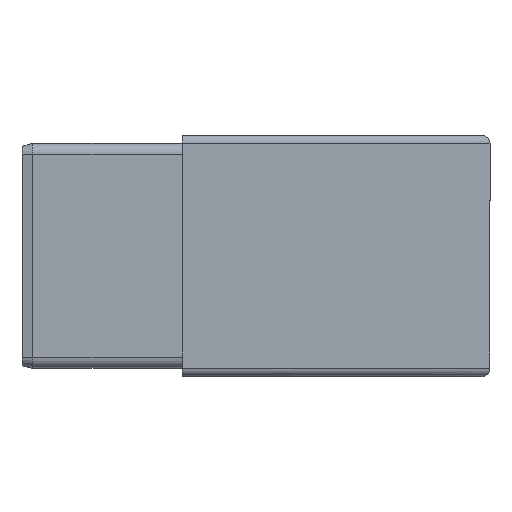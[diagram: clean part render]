
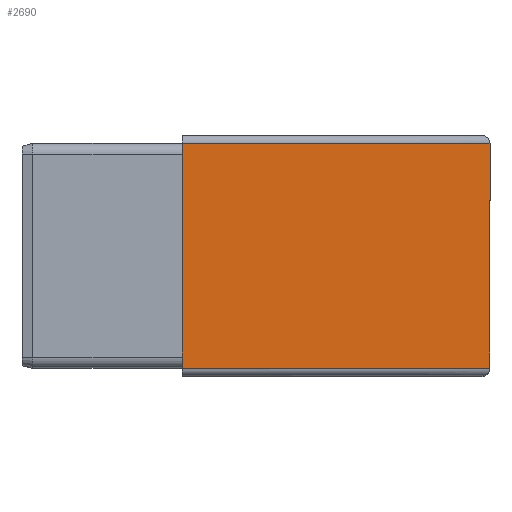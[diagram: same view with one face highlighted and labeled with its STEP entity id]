
A CAD part, top view. The second image highlights one B-rep face of the part: STEP entity #2690.
In plain terms, the highlighted planar face has unit normal (0, 0, 1).
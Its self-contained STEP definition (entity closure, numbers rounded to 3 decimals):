
#21 = ORIENTED_EDGE ( 'NONE', *, *, #1759, .F. ) ;
#141 = CARTESIAN_POINT ( 'NONE',  ( 0., 21., 22.5 ) ) ;
#169 = VERTEX_POINT ( 'NONE', #972 ) ;
#652 = CARTESIAN_POINT ( 'NONE',  ( 0., 21., 22.5 ) ) ;
#662 = VERTEX_POINT ( 'NONE', #1032 ) ;
#683 = DIRECTION ( 'NONE',  ( 1., 0., 0. ) ) ;
#805 = ORIENTED_EDGE ( 'NONE', *, *, #1485, .T. ) ;
#817 = VECTOR ( 'NONE', #2733, 1000. ) ;
#972 = CARTESIAN_POINT ( 'NONE',  ( 0., 21., 22.5 ) ) ;
#1022 = CARTESIAN_POINT ( 'NONE',  ( 0., -21., 22.5 ) ) ;
#1032 = CARTESIAN_POINT ( 'NONE',  ( 57.5, -21., 22.5 ) ) ;
#1091 = EDGE_CURVE ( 'NONE', #169, #1434, #1716, .T. ) ;
#1404 = PLANE ( 'NONE',  #2869 ) ;
#1424 = LINE ( 'NONE', #141, #2874 ) ;
#1425 = ORIENTED_EDGE ( 'NONE', *, *, #1091, .T. ) ;
#1434 = VERTEX_POINT ( 'NONE', #1022 ) ;
#1485 = EDGE_CURVE ( 'NONE', #1434, #662, #1768, .T. ) ;
#1629 = CARTESIAN_POINT ( 'NONE',  ( 0., 21., 22.5 ) ) ;
#1716 = LINE ( 'NONE', #652, #817 ) ;
#1759 = EDGE_CURVE ( 'NONE', #169, #2042, #1424, .T. ) ;
#1768 = LINE ( 'NONE', #3006, #2748 ) ;
#1786 = EDGE_LOOP ( 'NONE', ( #805, #2109, #21, #1425 ) ) ;
#1793 = DIRECTION ( 'NONE',  ( 0., 1., 0. ) ) ;
#1810 = CARTESIAN_POINT ( 'NONE',  ( 57.5, 21., 22.5 ) ) ;
#1879 = DIRECTION ( 'NONE',  ( 1., 0., 0. ) ) ;
#2042 = VERTEX_POINT ( 'NONE', #2258 ) ;
#2109 = ORIENTED_EDGE ( 'NONE', *, *, #2947, .T. ) ;
#2130 = VECTOR ( 'NONE', #1793, 1000. ) ;
#2240 = DIRECTION ( 'NONE',  ( 1., 0., 0. ) ) ;
#2258 = CARTESIAN_POINT ( 'NONE',  ( 57.5, 21., 22.5 ) ) ;
#2674 = LINE ( 'NONE', #1810, #2130 ) ;
#2690 = ADVANCED_FACE ( 'NONE', ( #2924 ), #1404, .T. ) ;
#2733 = DIRECTION ( 'NONE',  ( 0., -1., 0. ) ) ;
#2748 = VECTOR ( 'NONE', #2240, 1000. ) ;
#2869 = AXIS2_PLACEMENT_3D ( 'NONE', #1629, #2939, #683 ) ;
#2874 = VECTOR ( 'NONE', #1879, 1000. ) ;
#2924 = FACE_OUTER_BOUND ( 'NONE', #1786, .T. ) ;
#2939 = DIRECTION ( 'NONE',  ( 0., 0., 1. ) ) ;
#2947 = EDGE_CURVE ( 'NONE', #662, #2042, #2674, .T. ) ;
#3006 = CARTESIAN_POINT ( 'NONE',  ( 0., -21., 22.5 ) ) ;
